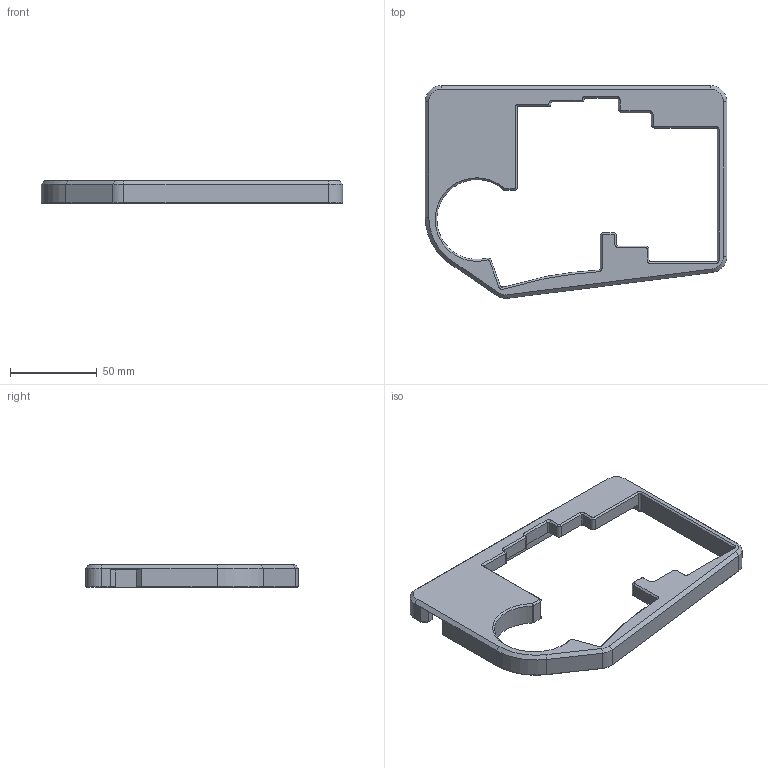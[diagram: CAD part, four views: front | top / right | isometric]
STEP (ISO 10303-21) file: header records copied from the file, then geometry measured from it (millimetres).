
FILE_DESCRIPTION(('FreeCAD Model'),'2;1');
FILE_NAME('Open CASCADE Shape Model','2025-03-30T15:39:40',(''),(''), 'Open CASCADE STEP processor 7.7','FreeCAD','Unknown');
FILE_SCHEMA(('AUTOMOTIVE_DESIGN { 1 0 10303 214 1 1 1 1 }'));
Length unit declared in the file: millimetre
Products named in the file (1): TopCase
Bounding box: 173.4 x 122.4 x 13 mm (x, y, z)
Volume: 58417.7 mm3; surface area: 32305.9 mm2
Topology: 1 solids, 1 shells, 208 faces, 542 edges, 343 vertices
Faces by surface type: plane 103, cylinder 68, cone 29, bspline 7, extrusion 1
Full cylindrical faces by diameter (mm): 3.2 x6
Entity records: 6742 total; most frequent: CARTESIAN_POINT 1546, DIRECTION 1094, ORIENTED_EDGE 1084, EDGE_CURVE 542, AXIS2_PLACEMENT_3D 376, VERTEX_POINT 343, VECTOR 342, LINE 341
